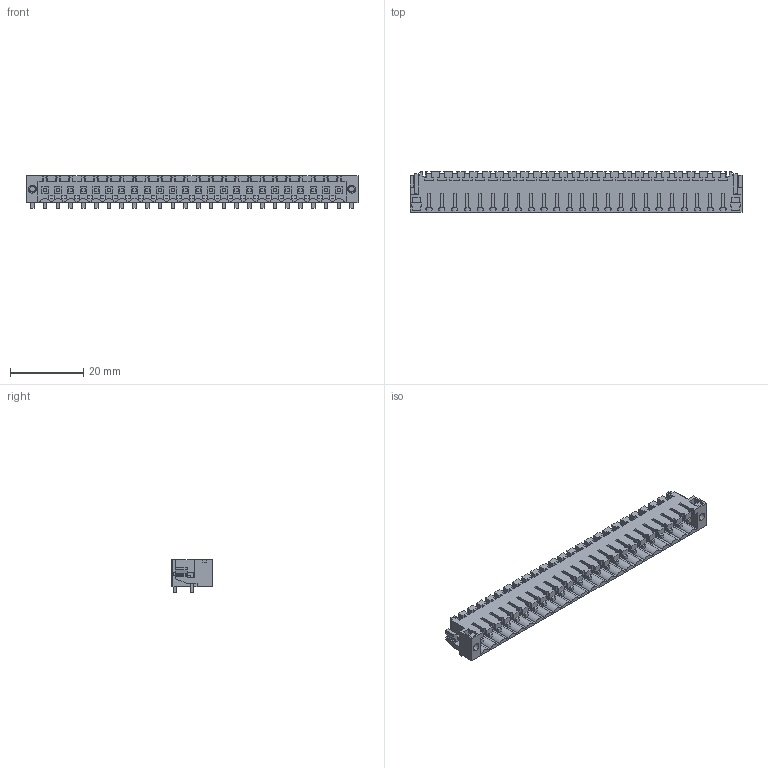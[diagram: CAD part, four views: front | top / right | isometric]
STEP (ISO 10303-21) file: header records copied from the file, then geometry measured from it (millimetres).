
FILE_DESCRIPTION(('CATIA V5 STEP Exchange','CAx-IF Rec.Pracs.--- Model Styling and Organization---1.2---2011-12-15'),'2;1');
FILE_NAME ('D1456521_0_1805160000_1805160000.stp','2018-03-10T11:24:24+00:00',('none'),('Weidmueller'),'CATIA Version 5-6 Release 2014','CATIA V5 STEP AP214','none');
FILE_SCHEMA(('AUTOMOTIVE_DESIGN { 1 0 10303 214 1 1 1 1 }'));
Length unit declared in the file: millimetre
Products named in the file (1): 1805160000
Bounding box: 90.95 x 11.05 x 8.95 mm (x, y, z)
Volume: 3201.6 mm3; surface area: 8482.7 mm2
Topology: 27 solids, 27 shells, 1604 faces, 4998 edges, 3473 vertices
Faces by surface type: plane 1472, cylinder 132
Entity records: 50810 total; most frequent: ORIENTED_EDGE 9996, CARTESIAN_POINT 9237, DIRECTION 6510, EDGE_CURVE 4998, VECTOR 4728, LINE 4728, VERTEX_POINT 3473, EDGE_LOOP 1685
